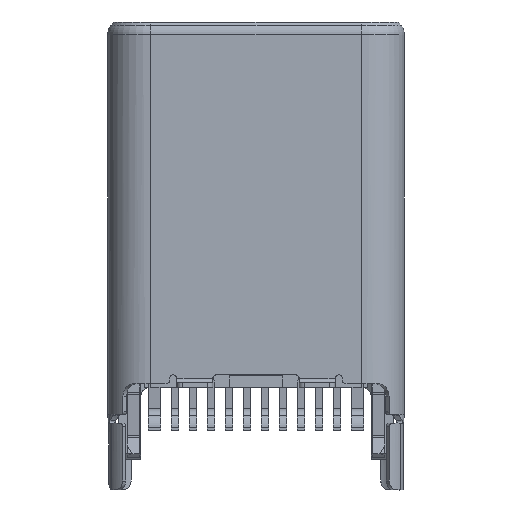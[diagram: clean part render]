
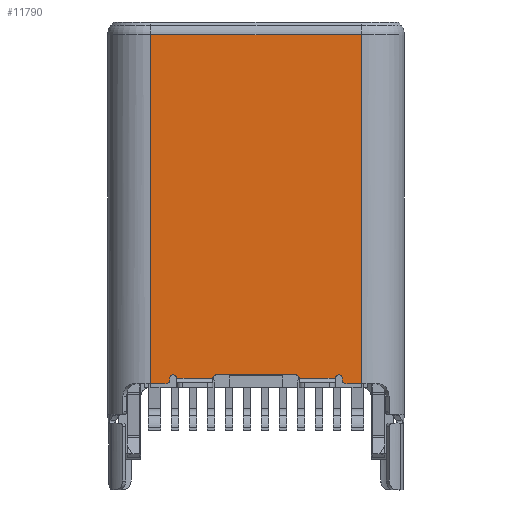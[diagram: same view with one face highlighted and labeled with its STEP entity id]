
A CAD part, front view. The second image highlights one B-rep face of the part: STEP entity #11790.
In plain terms, the highlighted planar face has unit normal (0, -1, 0).
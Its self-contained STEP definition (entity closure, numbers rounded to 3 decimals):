
#326 = LINE ( 'NONE', #8444, #18305 ) ;
#367 = CIRCLE ( 'NONE', #3766, 0.1 ) ;
#507 = CARTESIAN_POINT ( 'NONE',  ( -2.925, -1.2, -1.2 ) ) ;
#1524 = CARTESIAN_POINT ( 'NONE',  ( -2.925, -1.2, -1.05 ) ) ;
#1637 = ORIENTED_EDGE ( 'NONE', *, *, #3163, .T. ) ;
#1777 = VECTOR ( 'NONE', #16737, 1000. ) ;
#2098 = CARTESIAN_POINT ( 'NONE',  ( 2.925, -1.2, 8.498 ) ) ;
#2133 = CARTESIAN_POINT ( 'NONE',  ( -2.3, -1.2, -1.05 ) ) ;
#2193 = DIRECTION ( 'NONE',  ( 0., 0., 1. ) ) ;
#2223 = VERTEX_POINT ( 'NONE', #11363 ) ;
#2536 = CIRCLE ( 'NONE', #23804, 0.1 ) ;
#2924 = LINE ( 'NONE', #17195, #25363 ) ;
#3163 = EDGE_CURVE ( 'NONE', #16761, #18158, #25110, .T. ) ;
#3256 = ORIENTED_EDGE ( 'NONE', *, *, #24973, .T. ) ;
#3766 = AXIS2_PLACEMENT_3D ( 'NONE', #4722, #12850, #8447 ) ;
#3845 = VERTEX_POINT ( 'NONE', #15596 ) ;
#3855 = ORIENTED_EDGE ( 'NONE', *, *, #23128, .T. ) ;
#3964 = ORIENTED_EDGE ( 'NONE', *, *, #7490, .T. ) ;
#4351 = DIRECTION ( 'NONE',  ( 0., -1., 0. ) ) ;
#4679 = AXIS2_PLACEMENT_3D ( 'NONE', #19936, #25981, #7546 ) ;
#4722 = CARTESIAN_POINT ( 'NONE',  ( 1.1, -1.2, -1.05 ) ) ;
#4801 = CARTESIAN_POINT ( 'NONE',  ( -2.5, -1.2, -1.1 ) ) ;
#4999 = CARTESIAN_POINT ( 'NONE',  ( -2.925, -1.2, -1.05 ) ) ;
#5006 = CARTESIAN_POINT ( 'NONE',  ( -2.4, -1.2, -1.05 ) ) ;
#5669 = LINE ( 'NONE', #5800, #10795 ) ;
#5681 = ORIENTED_EDGE ( 'NONE', *, *, #17460, .T. ) ;
#5745 = AXIS2_PLACEMENT_3D ( 'NONE', #10091, #4351, #16488 ) ;
#5800 = CARTESIAN_POINT ( 'NONE',  ( -2.925, -1.2, -0.95 ) ) ;
#5843 = VERTEX_POINT ( 'NONE', #20082 ) ;
#6043 = VERTEX_POINT ( 'NONE', #5006 ) ;
#6396 = ORIENTED_EDGE ( 'NONE', *, *, #14860, .F. ) ;
#7036 = EDGE_CURVE ( 'NONE', #2223, #15665, #22322, .T. ) ;
#7490 = EDGE_CURVE ( 'NONE', #21802, #21205, #25536, .T. ) ;
#7546 = DIRECTION ( 'NONE',  ( 1., 0., 0. ) ) ;
#7877 = CARTESIAN_POINT ( 'NONE',  ( -2.925, -1.2, -1.2 ) ) ;
#7999 = DIRECTION ( 'NONE',  ( 0., 0., -1. ) ) ;
#8041 = ORIENTED_EDGE ( 'NONE', *, *, #13098, .T. ) ;
#8361 = LINE ( 'NONE', #10099, #16711 ) ;
#8444 = CARTESIAN_POINT ( 'NONE',  ( 2.925, -1.2, -1.3 ) ) ;
#8447 = DIRECTION ( 'NONE',  ( -1., 0., 0. ) ) ;
#8634 = CARTESIAN_POINT ( 'NONE',  ( -1.2, -1.2, -1.05 ) ) ;
#9319 = CARTESIAN_POINT ( 'NONE',  ( -1.1, -1.2, -1.05 ) ) ;
#9787 = DIRECTION ( 'NONE',  ( 1., 0., 0. ) ) ;
#9858 = EDGE_CURVE ( 'NONE', #18158, #2223, #18261, .T. ) ;
#9894 = ORIENTED_EDGE ( 'NONE', *, *, #24133, .T. ) ;
#10091 = CARTESIAN_POINT ( 'NONE',  ( 2.5, -1.2, -1.1 ) ) ;
#10099 = CARTESIAN_POINT ( 'NONE',  ( -2.925, -1.2, -1.2 ) ) ;
#10105 = EDGE_CURVE ( 'NONE', #14240, #14837, #2924, .T. ) ;
#10266 = DIRECTION ( 'NONE',  ( 1., 0., 0. ) ) ;
#10669 = DIRECTION ( 'NONE',  ( -1., 0., 0. ) ) ;
#10795 = VECTOR ( 'NONE', #15924, 1000. ) ;
#11038 = ORIENTED_EDGE ( 'NONE', *, *, #7036, .T. ) ;
#11133 = AXIS2_PLACEMENT_3D ( 'NONE', #9319, #17339, #15213 ) ;
#11175 = VERTEX_POINT ( 'NONE', #17202 ) ;
#11363 = CARTESIAN_POINT ( 'NONE',  ( 2.4, -1.2, -1.1 ) ) ;
#11753 = LINE ( 'NONE', #7877, #19169 ) ;
#11788 = CARTESIAN_POINT ( 'NONE',  ( 2.3, -1.2, -1.05 ) ) ;
#11790 = ADVANCED_FACE ( 'NONE', ( #11808 ), #21948, .T. ) ;
#11808 = FACE_OUTER_BOUND ( 'NONE', #14754, .T. ) ;
#11868 = EDGE_CURVE ( 'NONE', #23011, #14240, #326, .T. ) ;
#12007 = CARTESIAN_POINT ( 'NONE',  ( -2.925, -1.2, 8.498 ) ) ;
#12445 = AXIS2_PLACEMENT_3D ( 'NONE', #2133, #12653, #10266 ) ;
#12550 = LINE ( 'NONE', #25088, #23524 ) ;
#12585 = ORIENTED_EDGE ( 'NONE', *, *, #21156, .T. ) ;
#12653 = DIRECTION ( 'NONE',  ( 0., 1., 0. ) ) ;
#12684 = VERTEX_POINT ( 'NONE', #18390 ) ;
#12850 = DIRECTION ( 'NONE',  ( 0., 1., 0. ) ) ;
#13098 = EDGE_CURVE ( 'NONE', #3845, #18967, #367, .T. ) ;
#13325 = DIRECTION ( 'NONE',  ( -1., 0., 0. ) ) ;
#14238 = DIRECTION ( 'NONE',  ( 1., 0., 0. ) ) ;
#14240 = VERTEX_POINT ( 'NONE', #2098 ) ;
#14754 = EDGE_LOOP ( 'NONE', ( #21170, #21970, #9894, #6396, #20652, #12585, #5681, #3964, #3855, #3256, #8041, #20919, #1637, #26321, #11038, #17893 ) ) ;
#14837 = VERTEX_POINT ( 'NONE', #12007 ) ;
#14860 = EDGE_CURVE ( 'NONE', #12684, #17957, #11753, .T. ) ;
#15041 = CARTESIAN_POINT ( 'NONE',  ( -2.4, -1.2, -1.3 ) ) ;
#15213 = DIRECTION ( 'NONE',  ( -1., 0., 0. ) ) ;
#15256 = CARTESIAN_POINT ( 'NONE',  ( -2.2, -1.2, -1.05 ) ) ;
#15596 = CARTESIAN_POINT ( 'NONE',  ( 1.1, -1.2, -0.95 ) ) ;
#15665 = VERTEX_POINT ( 'NONE', #25434 ) ;
#15766 = DIRECTION ( 'NONE',  ( 1., 0., 0. ) ) ;
#15855 = CIRCLE ( 'NONE', #12445, 0.1 ) ;
#15878 = CARTESIAN_POINT ( 'NONE',  ( 2.4, -1.2, -1.3 ) ) ;
#15924 = DIRECTION ( 'NONE',  ( 1., 0., 0. ) ) ;
#16014 = DIRECTION ( 'NONE',  ( -1., 0., 0. ) ) ;
#16207 = VECTOR ( 'NONE', #25455, 1000. ) ;
#16488 = DIRECTION ( 'NONE',  ( 1., 0., 0. ) ) ;
#16711 = VECTOR ( 'NONE', #14238, 1000. ) ;
#16737 = DIRECTION ( 'NONE',  ( 1., 0., 0. ) ) ;
#16761 = VERTEX_POINT ( 'NONE', #23578 ) ;
#16776 = LINE ( 'NONE', #15041, #16207 ) ;
#16933 = DIRECTION ( 'NONE',  ( 0., -1., 0. ) ) ;
#17004 = AXIS2_PLACEMENT_3D ( 'NONE', #11788, #19915, #9787 ) ;
#17075 = CARTESIAN_POINT ( 'NONE',  ( 2.925, -1.2, -1.2 ) ) ;
#17195 = CARTESIAN_POINT ( 'NONE',  ( -2.925, -1.2, 8.498 ) ) ;
#17202 = CARTESIAN_POINT ( 'NONE',  ( -2.4, -1.2, -1.1 ) ) ;
#17339 = DIRECTION ( 'NONE',  ( 0., 1., 0. ) ) ;
#17460 = EDGE_CURVE ( 'NONE', #6043, #21802, #15855, .T. ) ;
#17789 = EDGE_CURVE ( 'NONE', #15665, #23011, #8361, .T. ) ;
#17893 = ORIENTED_EDGE ( 'NONE', *, *, #17789, .T. ) ;
#17957 = VERTEX_POINT ( 'NONE', #507 ) ;
#18158 = VERTEX_POINT ( 'NONE', #19528 ) ;
#18261 = LINE ( 'NONE', #15878, #23173 ) ;
#18305 = VECTOR ( 'NONE', #2193, 1000. ) ;
#18390 = CARTESIAN_POINT ( 'NONE',  ( -2.5, -1.2, -1.2 ) ) ;
#18554 = DIRECTION ( 'NONE',  ( 0., 0., -1. ) ) ;
#18967 = VERTEX_POINT ( 'NONE', #26111 ) ;
#19169 = VECTOR ( 'NONE', #16014, 1000. ) ;
#19418 = EDGE_CURVE ( 'NONE', #12684, #11175, #2536, .T. ) ;
#19528 = CARTESIAN_POINT ( 'NONE',  ( 2.4, -1.2, -1.05 ) ) ;
#19915 = DIRECTION ( 'NONE',  ( 0., 1., 0. ) ) ;
#19936 = CARTESIAN_POINT ( 'NONE',  ( -2.925, -1.2, -1.3 ) ) ;
#20082 = CARTESIAN_POINT ( 'NONE',  ( -1.1, -1.2, -0.95 ) ) ;
#20652 = ORIENTED_EDGE ( 'NONE', *, *, #19418, .T. ) ;
#20919 = ORIENTED_EDGE ( 'NONE', *, *, #21678, .T. ) ;
#21156 = EDGE_CURVE ( 'NONE', #11175, #6043, #16776, .T. ) ;
#21170 = ORIENTED_EDGE ( 'NONE', *, *, #11868, .T. ) ;
#21205 = VERTEX_POINT ( 'NONE', #8634 ) ;
#21678 = EDGE_CURVE ( 'NONE', #18967, #16761, #22995, .T. ) ;
#21802 = VERTEX_POINT ( 'NONE', #15256 ) ;
#21948 = PLANE ( 'NONE',  #4679 ) ;
#21970 = ORIENTED_EDGE ( 'NONE', *, *, #10105, .T. ) ;
#22322 = CIRCLE ( 'NONE', #5745, 0.1 ) ;
#22625 = CIRCLE ( 'NONE', #11133, 0.1 ) ;
#22995 = LINE ( 'NONE', #4999, #1777 ) ;
#23011 = VERTEX_POINT ( 'NONE', #17075 ) ;
#23128 = EDGE_CURVE ( 'NONE', #21205, #5843, #22625, .T. ) ;
#23173 = VECTOR ( 'NONE', #7999, 1000. ) ;
#23524 = VECTOR ( 'NONE', #18554, 1000. ) ;
#23578 = CARTESIAN_POINT ( 'NONE',  ( 2.2, -1.2, -1.05 ) ) ;
#23804 = AXIS2_PLACEMENT_3D ( 'NONE', #4801, #16933, #10669 ) ;
#24058 = VECTOR ( 'NONE', #15766, 1000. ) ;
#24133 = EDGE_CURVE ( 'NONE', #14837, #17957, #12550, .T. ) ;
#24973 = EDGE_CURVE ( 'NONE', #5843, #3845, #5669, .T. ) ;
#25088 = CARTESIAN_POINT ( 'NONE',  ( -2.925, -1.2, -1.3 ) ) ;
#25110 = CIRCLE ( 'NONE', #17004, 0.1 ) ;
#25363 = VECTOR ( 'NONE', #13325, 1000. ) ;
#25434 = CARTESIAN_POINT ( 'NONE',  ( 2.5, -1.2, -1.2 ) ) ;
#25455 = DIRECTION ( 'NONE',  ( 0., 0., 1. ) ) ;
#25536 = LINE ( 'NONE', #1524, #24058 ) ;
#25981 = DIRECTION ( 'NONE',  ( 0., -1., 0. ) ) ;
#26111 = CARTESIAN_POINT ( 'NONE',  ( 1.2, -1.2, -1.05 ) ) ;
#26321 = ORIENTED_EDGE ( 'NONE', *, *, #9858, .T. ) ;
